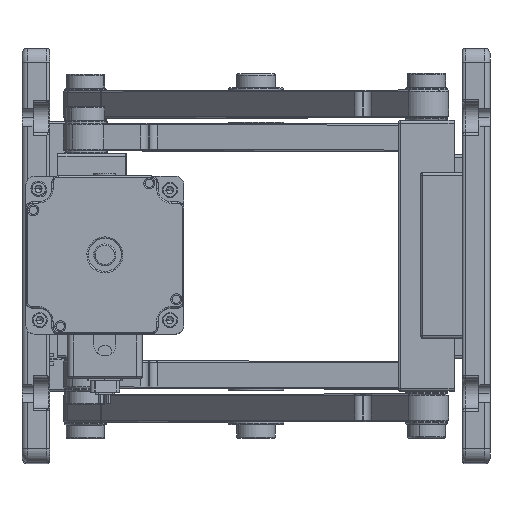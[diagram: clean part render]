
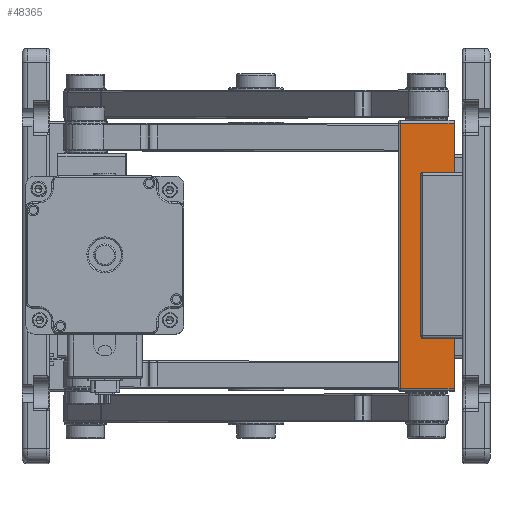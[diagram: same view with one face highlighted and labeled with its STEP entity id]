
A CAD part, top view. The second image highlights one B-rep face of the part: STEP entity #48365.
In plain terms, the highlighted planar face has unit normal (0, 0, 1).
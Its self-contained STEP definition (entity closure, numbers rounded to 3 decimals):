
#512 = CARTESIAN_POINT ( 'NONE',  ( -13., 13.5, 67.905 ) ) ;
#1852 = CARTESIAN_POINT ( 'NONE',  ( -23., 13.5, 67.905 ) ) ;
#2860 = VERTEX_POINT ( 'NONE', #44898 ) ;
#3908 = VERTEX_POINT ( 'NONE', #31694 ) ;
#4758 = VECTOR ( 'NONE', #11644, 1000. ) ;
#5642 = ORIENTED_EDGE ( 'NONE', *, *, #24837, .T. ) ;
#5952 = CARTESIAN_POINT ( 'NONE',  ( -13., 48., 67.905 ) ) ;
#6275 = VECTOR ( 'NONE', #18721, 1000. ) ;
#7450 = ORIENTED_EDGE ( 'NONE', *, *, #26450, .F. ) ;
#7505 = VERTEX_POINT ( 'NONE', #11317 ) ;
#7811 = VECTOR ( 'NONE', #25455, 1000. ) ;
#8692 = LINE ( 'NONE', #1852, #48250 ) ;
#8822 = FACE_OUTER_BOUND ( 'NONE', #38328, .T. ) ;
#9429 = LINE ( 'NONE', #17762, #39672 ) ;
#10998 = VECTOR ( 'NONE', #17647, 1000. ) ;
#11317 = CARTESIAN_POINT ( 'NONE',  ( -23., -13.5, 67.905 ) ) ;
#11644 = DIRECTION ( 'NONE',  ( -1., 0., 0. ) ) ;
#11715 = DIRECTION ( 'NONE',  ( 0., 1., 0. ) ) ;
#17619 = ORIENTED_EDGE ( 'NONE', *, *, #41987, .T. ) ;
#17647 = DIRECTION ( 'NONE',  ( 1., 0., 0. ) ) ;
#17687 = CARTESIAN_POINT ( 'NONE',  ( -13., -49., 67.905 ) ) ;
#17762 = CARTESIAN_POINT ( 'NONE',  ( -32.5, -49., 67.905 ) ) ;
#17949 = LINE ( 'NONE', #30486, #43468 ) ;
#18079 = CARTESIAN_POINT ( 'NONE',  ( -13., -48., 67.905 ) ) ;
#18130 = PLANE ( 'NONE',  #60382 ) ;
#18721 = DIRECTION ( 'NONE',  ( 0., 1., 0. ) ) ;
#19817 = CARTESIAN_POINT ( 'NONE',  ( -32.5, 48., 67.905 ) ) ;
#21134 = ORIENTED_EDGE ( 'NONE', *, *, #64477, .F. ) ;
#22445 = DIRECTION ( 'NONE',  ( 1., 0., 0. ) ) ;
#24124 = EDGE_CURVE ( 'NONE', #36471, #2860, #9429, .T. ) ;
#24837 = EDGE_CURVE ( 'NONE', #3908, #40466, #17949, .T. ) ;
#25455 = DIRECTION ( 'NONE',  ( 1., 0., 0. ) ) ;
#26450 = EDGE_CURVE ( 'NONE', #7505, #42805, #27243, .T. ) ;
#27243 = LINE ( 'NONE', #30853, #7811 ) ;
#28097 = LINE ( 'NONE', #28911, #6275 ) ;
#28475 = LINE ( 'NONE', #31253, #36948 ) ;
#28911 = CARTESIAN_POINT ( 'NONE',  ( -13., -49., 67.905 ) ) ;
#29681 = CARTESIAN_POINT ( 'NONE',  ( -13., 48., 67.905 ) ) ;
#30486 = CARTESIAN_POINT ( 'NONE',  ( -23., 13.5, 67.905 ) ) ;
#30853 = CARTESIAN_POINT ( 'NONE',  ( -23., -13.5, 67.905 ) ) ;
#31253 = CARTESIAN_POINT ( 'NONE',  ( -13., -49., 67.905 ) ) ;
#31694 = CARTESIAN_POINT ( 'NONE',  ( -23., 13.5, 67.905 ) ) ;
#33039 = DIRECTION ( 'NONE',  ( 1., 0., 0. ) ) ;
#34021 = VERTEX_POINT ( 'NONE', #50508 ) ;
#35971 = VERTEX_POINT ( 'NONE', #29681 ) ;
#36471 = VERTEX_POINT ( 'NONE', #19817 ) ;
#36948 = VECTOR ( 'NONE', #11715, 1000. ) ;
#38328 = EDGE_LOOP ( 'NONE', ( #55275, #55137, #48050, #48778, #7450, #21134, #5642, #17619 ) ) ;
#39672 = VECTOR ( 'NONE', #57025, 1000. ) ;
#39766 = CARTESIAN_POINT ( 'NONE',  ( -13., -13.5, 67.905 ) ) ;
#40466 = VERTEX_POINT ( 'NONE', #512 ) ;
#41987 = EDGE_CURVE ( 'NONE', #40466, #35971, #28475, .T. ) ;
#42805 = VERTEX_POINT ( 'NONE', #39766 ) ;
#43468 = VECTOR ( 'NONE', #33039, 1000. ) ;
#44347 = LINE ( 'NONE', #5952, #4758 ) ;
#44898 = CARTESIAN_POINT ( 'NONE',  ( -32.5, -48., 67.905 ) ) ;
#48050 = ORIENTED_EDGE ( 'NONE', *, *, #49930, .T. ) ;
#48250 = VECTOR ( 'NONE', #51948, 1000. ) ;
#48365 = ADVANCED_FACE ( 'NONE', ( #8822 ), #18130, .F. ) ;
#48778 = ORIENTED_EDGE ( 'NONE', *, *, #50021, .T. ) ;
#49930 = EDGE_CURVE ( 'NONE', #2860, #34021, #52876, .T. ) ;
#50021 = EDGE_CURVE ( 'NONE', #34021, #42805, #28097, .T. ) ;
#50508 = CARTESIAN_POINT ( 'NONE',  ( -13., -48., 67.905 ) ) ;
#50691 = EDGE_CURVE ( 'NONE', #35971, #36471, #44347, .T. ) ;
#51948 = DIRECTION ( 'NONE',  ( 0., -1., 0. ) ) ;
#52758 = DIRECTION ( 'NONE',  ( 0., 0., -1. ) ) ;
#52876 = LINE ( 'NONE', #18079, #10998 ) ;
#55137 = ORIENTED_EDGE ( 'NONE', *, *, #24124, .T. ) ;
#55275 = ORIENTED_EDGE ( 'NONE', *, *, #50691, .T. ) ;
#57025 = DIRECTION ( 'NONE',  ( 0., -1., 0. ) ) ;
#60382 = AXIS2_PLACEMENT_3D ( 'NONE', #17687, #52758, #22445 ) ;
#64477 = EDGE_CURVE ( 'NONE', #3908, #7505, #8692, .T. ) ;
